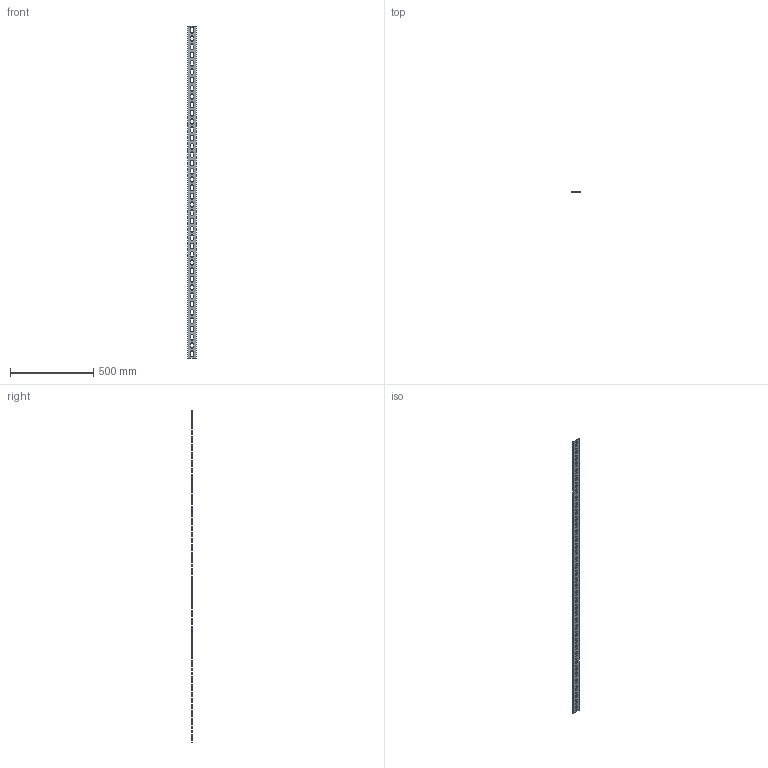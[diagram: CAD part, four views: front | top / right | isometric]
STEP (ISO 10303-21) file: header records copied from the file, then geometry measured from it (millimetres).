
FILE_DESCRIPTION (( 'STEP AP203' ), '1' );
FILE_NAME ('CLM50D-POP-50-2-5-BS Ïîëîñà ïåðôîðèðîâàííàÿ 50õ2000-5,0 BS IEK.STEP', '2023-03-21T12:30:04', ( '' ), ( '' ), 'SwSTEP 2.0', 'SolidWorks 2022', '' );
FILE_SCHEMA (( 'CONFIG_CONTROL_DESIGN' ));
Length unit declared in the file: millimetre
Products named in the file (1): CLM50D-POP-50-2-5-BS Полоса перфорированная 50х2000-5,0 BS IEK
Bounding box: 50 x 5 x 2000 mm (x, y, z)
Volume: 416253.5 mm3; surface area: 203969.6 mm2
Topology: 1 solids, 1 shells, 206 faces, 612 edges, 408 vertices
Faces by surface type: cylinder 120, plane 86
Entity records: 7233 total; most frequent: DIRECTION 1266, CARTESIAN_POINT 1227, ORIENTED_EDGE 1224, EDGE_CURVE 612, AXIS2_PLACEMENT_3D 447, VERTEX_POINT 408, VECTOR 372, LINE 372
